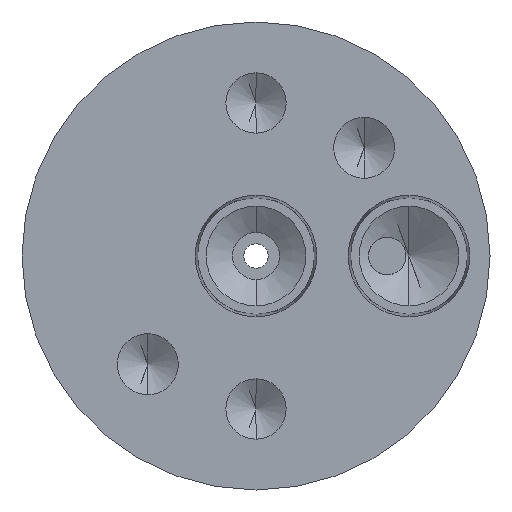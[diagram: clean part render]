
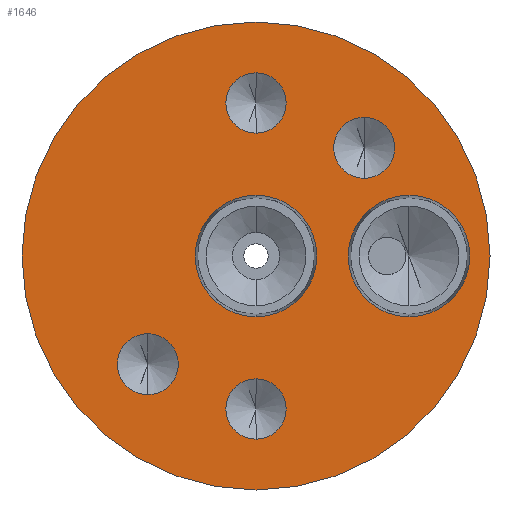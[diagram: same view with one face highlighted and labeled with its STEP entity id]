
A CAD part, front view. The second image highlights one B-rep face of the part: STEP entity #1646.
In plain terms, the highlighted planar face has unit normal (0, -1, 0).
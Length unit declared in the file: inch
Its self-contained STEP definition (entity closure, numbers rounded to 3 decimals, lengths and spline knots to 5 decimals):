
#6 = PLANE ( 'NONE',  #932 ) ;
#22 = DIRECTION ( 'NONE',  ( 0., 0., -1. ) ) ;
#48 = EDGE_CURVE ( 'NONE', #1250, #525, #2664, .T. ) ;
#58 = DIRECTION ( 'NONE',  ( 0., 0., -1. ) ) ;
#65 = EDGE_LOOP ( 'NONE', ( #845, #2297 ) ) ;
#101 = CARTESIAN_POINT ( 'NONE',  ( 0., -0.625, 0.4095 ) ) ;
#106 = CIRCLE ( 'NONE', #2169, 0.2025 ) ;
#116 = VERTEX_POINT ( 'NONE', #3295 ) ;
#155 = CARTESIAN_POINT ( 'NONE',  ( -0.36062, -0.625, -0.36062 ) ) ;
#185 = DIRECTION ( 'NONE',  ( 0., -1., 0. ) ) ;
#202 = CARTESIAN_POINT ( 'NONE',  ( 0.36062, -0.625, 0.25906 ) ) ;
#225 = CARTESIAN_POINT ( 'NONE',  ( -0.36062, -0.625, -0.25906 ) ) ;
#226 = DIRECTION ( 'NONE',  ( 0., 0., -1. ) ) ;
#267 = CIRCLE ( 'NONE', #1604, 0.20251 ) ;
#295 = CARTESIAN_POINT ( 'NONE',  ( 0.36062, -0.625, 0.36062 ) ) ;
#319 = DIRECTION ( 'NONE',  ( 0., -1., 0. ) ) ;
#326 = FACE_OUTER_BOUND ( 'NONE', #2400, .T. ) ;
#337 = CIRCLE ( 'NONE', #2745, 0.2025 ) ;
#352 = VERTEX_POINT ( 'NONE', #2316 ) ;
#375 = DIRECTION ( 'NONE',  ( 0., -1., 0. ) ) ;
#379 = CARTESIAN_POINT ( 'NONE',  ( 0., -0.625, 0. ) ) ;
#387 = VERTEX_POINT ( 'NONE', #225 ) ;
#395 = CIRCLE ( 'NONE', #2530, 0.1005 ) ;
#402 = CIRCLE ( 'NONE', #3078, 0.10156 ) ;
#408 = EDGE_CURVE ( 'NONE', #352, #780, #463, .T. ) ;
#412 = DIRECTION ( 'NONE',  ( 0., 0., -1. ) ) ;
#463 = CIRCLE ( 'NONE', #628, 0.78 ) ;
#491 = CARTESIAN_POINT ( 'NONE',  ( 0., -0.625, 0. ) ) ;
#525 = VERTEX_POINT ( 'NONE', #202 ) ;
#527 = CIRCLE ( 'NONE', #1198, 0.10156 ) ;
#551 = CIRCLE ( 'NONE', #2519, 0.1005 ) ;
#574 = EDGE_CURVE ( 'NONE', #780, #352, #3136, .T. ) ;
#624 = AXIS2_PLACEMENT_3D ( 'NONE', #2099, #3418, #2626 ) ;
#628 = AXIS2_PLACEMENT_3D ( 'NONE', #491, #1278, #1785 ) ;
#637 = DIRECTION ( 'NONE',  ( 0., -1., 0. ) ) ;
#642 = CIRCLE ( 'NONE', #1714, 0.10156 ) ;
#681 = EDGE_CURVE ( 'NONE', #525, #1250, #402, .T. ) ;
#760 = CARTESIAN_POINT ( 'NONE',  ( -0.36062, -0.625, -0.46219 ) ) ;
#769 = EDGE_CURVE ( 'NONE', #2775, #2930, #1820, .T. ) ;
#780 = VERTEX_POINT ( 'NONE', #2686 ) ;
#845 = ORIENTED_EDGE ( 'NONE', *, *, #2681, .F. ) ;
#874 = CARTESIAN_POINT ( 'NONE',  ( 0.51, -0.625, 0. ) ) ;
#909 = DIRECTION ( 'NONE',  ( 0., 0., -1. ) ) ;
#913 = DIRECTION ( 'NONE',  ( 0., 0., -1. ) ) ;
#932 = AXIS2_PLACEMENT_3D ( 'NONE', #1144, #1482, #2562 ) ;
#941 = CARTESIAN_POINT ( 'NONE',  ( 0.36062, -0.625, 0.46219 ) ) ;
#978 = AXIS2_PLACEMENT_3D ( 'NONE', #295, #2633, #22 ) ;
#980 = EDGE_LOOP ( 'NONE', ( #3203, #1706 ) ) ;
#986 = EDGE_CURVE ( 'NONE', #3179, #1528, #337, .T. ) ;
#1111 = FACE_BOUND ( 'NONE', #3129, .T. ) ;
#1135 = EDGE_LOOP ( 'NONE', ( #2445, #1447 ) ) ;
#1137 = CARTESIAN_POINT ( 'NONE',  ( 0., -0.625, -0.51 ) ) ;
#1144 = CARTESIAN_POINT ( 'NONE',  ( -0.78, -0.625, 0. ) ) ;
#1145 = DIRECTION ( 'NONE',  ( 0., -1., 0. ) ) ;
#1178 = CARTESIAN_POINT ( 'NONE',  ( 0., -0.625, 0.51 ) ) ;
#1195 = DIRECTION ( 'NONE',  ( 0., -1., 0. ) ) ;
#1198 = AXIS2_PLACEMENT_3D ( 'NONE', #155, #319, #3112 ) ;
#1210 = ORIENTED_EDGE ( 'NONE', *, *, #1633, .F. ) ;
#1250 = VERTEX_POINT ( 'NONE', #941 ) ;
#1274 = CARTESIAN_POINT ( 'NONE',  ( 0., -0.625, 0.2025 ) ) ;
#1278 = DIRECTION ( 'NONE',  ( 0., 1., 0. ) ) ;
#1332 = VERTEX_POINT ( 'NONE', #3329 ) ;
#1333 = EDGE_CURVE ( 'NONE', #2930, #2775, #395, .T. ) ;
#1345 = DIRECTION ( 'NONE',  ( 0., -1., 0. ) ) ;
#1378 = CARTESIAN_POINT ( 'NONE',  ( 0., -0.625, 0.6105 ) ) ;
#1419 = DIRECTION ( 'NONE',  ( 0., 0., -1. ) ) ;
#1427 = DIRECTION ( 'NONE',  ( 0., 0., -1. ) ) ;
#1443 = DIRECTION ( 'NONE',  ( 0., 0., -1. ) ) ;
#1447 = ORIENTED_EDGE ( 'NONE', *, *, #769, .F. ) ;
#1449 = VERTEX_POINT ( 'NONE', #101 ) ;
#1482 = DIRECTION ( 'NONE',  ( 0., -1., 0. ) ) ;
#1528 = VERTEX_POINT ( 'NONE', #1274 ) ;
#1604 = AXIS2_PLACEMENT_3D ( 'NONE', #874, #1145, #913 ) ;
#1623 = VERTEX_POINT ( 'NONE', #1378 ) ;
#1633 = EDGE_CURVE ( 'NONE', #3428, #387, #642, .T. ) ;
#1646 = ADVANCED_FACE ( 'NONE', ( #3260, #2418, #2711, #2966, #2401, #1111, #326 ), #6, .T. ) ;
#1698 = CARTESIAN_POINT ( 'NONE',  ( 0.36062, -0.625, 0.36062 ) ) ;
#1706 = ORIENTED_EDGE ( 'NONE', *, *, #2424, .F. ) ;
#1707 = CARTESIAN_POINT ( 'NONE',  ( 0., -0.625, -0.2025 ) ) ;
#1714 = AXIS2_PLACEMENT_3D ( 'NONE', #2696, #1345, #58 ) ;
#1775 = AXIS2_PLACEMENT_3D ( 'NONE', #2864, #2303, #226 ) ;
#1785 = DIRECTION ( 'NONE',  ( 0., 0., 1. ) ) ;
#1820 = CIRCLE ( 'NONE', #624, 0.1005 ) ;
#1960 = EDGE_LOOP ( 'NONE', ( #1210, #3079 ) ) ;
#1967 = AXIS2_PLACEMENT_3D ( 'NONE', #1178, #1195, #2818 ) ;
#2099 = CARTESIAN_POINT ( 'NONE',  ( 0., -0.625, -0.51 ) ) ;
#2107 = EDGE_CURVE ( 'NONE', #387, #3428, #527, .T. ) ;
#2169 = AXIS2_PLACEMENT_3D ( 'NONE', #2231, #185, #1427 ) ;
#2190 = ORIENTED_EDGE ( 'NONE', *, *, #986, .F. ) ;
#2231 = CARTESIAN_POINT ( 'NONE',  ( 0., -0.625, 0. ) ) ;
#2293 = CARTESIAN_POINT ( 'NONE',  ( 0., -0.625, 0.51 ) ) ;
#2297 = ORIENTED_EDGE ( 'NONE', *, *, #2719, .F. ) ;
#2303 = DIRECTION ( 'NONE',  ( 0., -1., 0. ) ) ;
#2316 = CARTESIAN_POINT ( 'NONE',  ( 0., -0.625, 0.78 ) ) ;
#2373 = CARTESIAN_POINT ( 'NONE',  ( 0., -0.625, -0.4095 ) ) ;
#2394 = EDGE_LOOP ( 'NONE', ( #3120, #2801 ) ) ;
#2397 = DIRECTION ( 'NONE',  ( 0., 0., 1. ) ) ;
#2400 = EDGE_LOOP ( 'NONE', ( #3241, #2573 ) ) ;
#2401 = FACE_BOUND ( 'NONE', #1135, .T. ) ;
#2418 = FACE_BOUND ( 'NONE', #1960, .T. ) ;
#2424 = EDGE_CURVE ( 'NONE', #1332, #116, #267, .T. ) ;
#2445 = ORIENTED_EDGE ( 'NONE', *, *, #1333, .F. ) ;
#2448 = EDGE_CURVE ( 'NONE', #1528, #3179, #106, .T. ) ;
#2467 = DIRECTION ( 'NONE',  ( 0., 1., 0. ) ) ;
#2519 = AXIS2_PLACEMENT_3D ( 'NONE', #2293, #2756, #909 ) ;
#2530 = AXIS2_PLACEMENT_3D ( 'NONE', #1137, #375, #1419 ) ;
#2539 = DIRECTION ( 'NONE',  ( 0., -1., 0. ) ) ;
#2562 = DIRECTION ( 'NONE',  ( 0., 0., -1. ) ) ;
#2573 = ORIENTED_EDGE ( 'NONE', *, *, #574, .F. ) ;
#2626 = DIRECTION ( 'NONE',  ( 0., 0., -1. ) ) ;
#2633 = DIRECTION ( 'NONE',  ( 0., -1., 0. ) ) ;
#2649 = AXIS2_PLACEMENT_3D ( 'NONE', #2960, #2467, #2397 ) ;
#2664 = CIRCLE ( 'NONE', #978, 0.10156 ) ;
#2681 = EDGE_CURVE ( 'NONE', #1449, #1623, #2792, .T. ) ;
#2686 = CARTESIAN_POINT ( 'NONE',  ( 0., -0.625, -0.78 ) ) ;
#2696 = CARTESIAN_POINT ( 'NONE',  ( -0.36062, -0.625, -0.36062 ) ) ;
#2711 = FACE_BOUND ( 'NONE', #980, .T. ) ;
#2719 = EDGE_CURVE ( 'NONE', #1623, #1449, #551, .T. ) ;
#2745 = AXIS2_PLACEMENT_3D ( 'NONE', #379, #637, #1443 ) ;
#2756 = DIRECTION ( 'NONE',  ( 0., -1., 0. ) ) ;
#2775 = VERTEX_POINT ( 'NONE', #2373 ) ;
#2792 = CIRCLE ( 'NONE', #1967, 0.1005 ) ;
#2801 = ORIENTED_EDGE ( 'NONE', *, *, #48, .F. ) ;
#2811 = CARTESIAN_POINT ( 'NONE',  ( 0., -0.625, -0.6105 ) ) ;
#2818 = DIRECTION ( 'NONE',  ( 0., 0., -1. ) ) ;
#2864 = CARTESIAN_POINT ( 'NONE',  ( 0.51, -0.625, 0. ) ) ;
#2930 = VERTEX_POINT ( 'NONE', #2811 ) ;
#2960 = CARTESIAN_POINT ( 'NONE',  ( 0., -0.625, 0. ) ) ;
#2966 = FACE_BOUND ( 'NONE', #65, .T. ) ;
#3078 = AXIS2_PLACEMENT_3D ( 'NONE', #1698, #2539, #412 ) ;
#3079 = ORIENTED_EDGE ( 'NONE', *, *, #2107, .F. ) ;
#3112 = DIRECTION ( 'NONE',  ( 0., 0., -1. ) ) ;
#3120 = ORIENTED_EDGE ( 'NONE', *, *, #681, .F. ) ;
#3129 = EDGE_LOOP ( 'NONE', ( #2190, #3388 ) ) ;
#3136 = CIRCLE ( 'NONE', #2649, 0.78 ) ;
#3179 = VERTEX_POINT ( 'NONE', #1707 ) ;
#3203 = ORIENTED_EDGE ( 'NONE', *, *, #3399, .F. ) ;
#3241 = ORIENTED_EDGE ( 'NONE', *, *, #408, .F. ) ;
#3259 = CIRCLE ( 'NONE', #1775, 0.20251 ) ;
#3260 = FACE_BOUND ( 'NONE', #2394, .T. ) ;
#3295 = CARTESIAN_POINT ( 'NONE',  ( 0.51, -0.625, -0.20251 ) ) ;
#3329 = CARTESIAN_POINT ( 'NONE',  ( 0.51, -0.625, 0.20251 ) ) ;
#3388 = ORIENTED_EDGE ( 'NONE', *, *, #2448, .F. ) ;
#3399 = EDGE_CURVE ( 'NONE', #116, #1332, #3259, .T. ) ;
#3418 = DIRECTION ( 'NONE',  ( 0., -1., 0. ) ) ;
#3428 = VERTEX_POINT ( 'NONE', #760 ) ;
